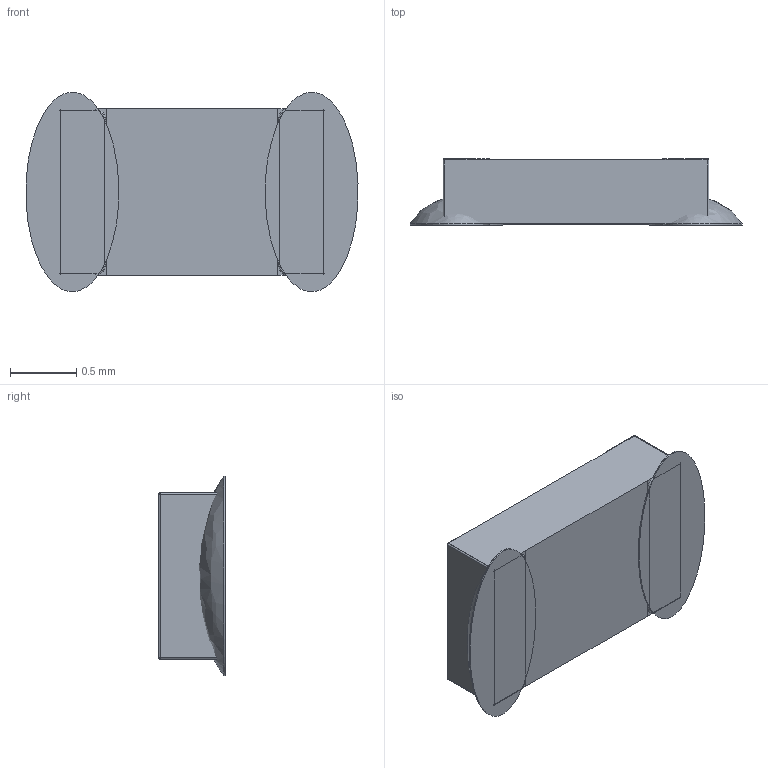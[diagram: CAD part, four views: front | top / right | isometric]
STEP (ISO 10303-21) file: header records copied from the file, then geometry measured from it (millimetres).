
FILE_DESCRIPTION (( 'STEP AP214' ), '1' );
FILE_NAME ('res0805.STEP', '2017-11-16T07:11:20', ( '64' ), ( '' ), 'SwSTEP 2.0', 'SolidWorks 2014', '' );
FILE_SCHEMA (( 'AUTOMOTIVE_DESIGN' ));
Length unit declared in the file: millimetre
Products named in the file (2): res0805
Bounding box: 2.5 x 0.5 x 1.5 mm (x, y, z)
Volume: 1.4 mm3; surface area: 11.9 mm2
Topology: 3 solids, 3 shells, 68 faces, 180 edges, 116 vertices
Faces by surface type: plane 26, cylinder 20, torus 8, sphere 8, bspline 6
Entity records: 3325 total; most frequent: CARTESIAN_POINT 1000, ORIENTED_EDGE 344, DIRECTION 316, EDGE_CURVE 172, VERTEX_POINT 116, AXIS2_PLACEMENT_3D 116, LINE 84, VECTOR 84
